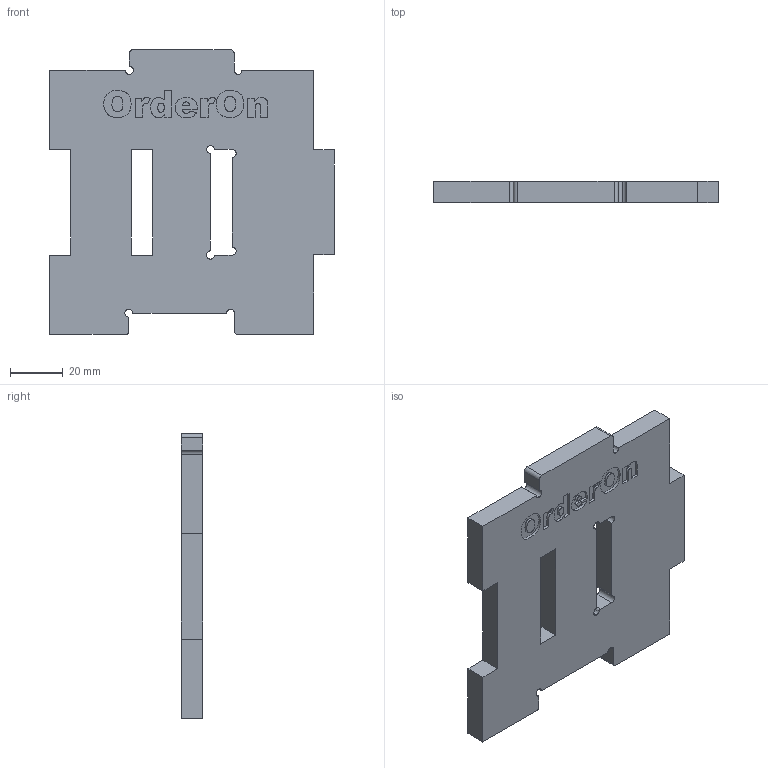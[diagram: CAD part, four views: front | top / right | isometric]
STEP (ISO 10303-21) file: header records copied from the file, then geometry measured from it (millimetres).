
FILE_DESCRIPTION (( 'STEP AP203' ), '1' );
FILE_NAME ('muizenoortjes.STEP', '2024-11-01T10:46:59', ( '' ), ( '' ), 'SwSTEP 2.0', 'SolidWorks 2021', '' );
FILE_SCHEMA (( 'CONFIG_CONTROL_DESIGN' ));
Length unit declared in the file: millimetre
Products named in the file (1): muizenoortjes
Bounding box: 107.8 x 8 x 107.8 mm (x, y, z)
Volume: 73961.3 mm3; surface area: 24264.1 mm2
Topology: 1 solids, 1 shells, 114 faces, 303 edges, 202 vertices
Faces by surface type: plane 70, bspline 26, cylinder 18
Entity records: 3936 total; most frequent: CARTESIAN_POINT 1150, ORIENTED_EDGE 606, DIRECTION 465, EDGE_CURVE 303, VECTOR 215, LINE 215, VERTEX_POINT 202, EDGE_LOOP 129
